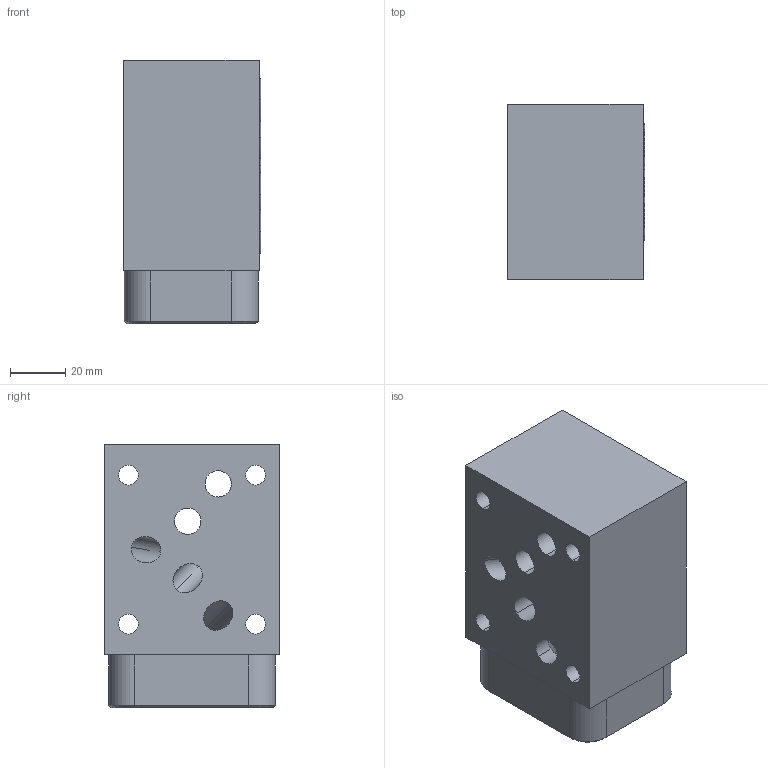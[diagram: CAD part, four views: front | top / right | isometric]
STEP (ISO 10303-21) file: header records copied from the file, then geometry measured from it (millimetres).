
FILE_DESCRIPTION((''),'2;1');
FILE_NAME('DBQ_ASM','2023-10-30T',('ProEService'),(''),'PRO/ENGINEER BY PARAMETRIC TECHNOLOGY CORPORATION, 2014200','PRO/ENGINEER BY PARAMETRIC TECHNOLOGY CORPORATION, 2014200','');
FILE_SCHEMA(('CONFIG_CONTROL_DESIGN'));
Length unit declared in the file: inch
Products named in the file (3): 150-553; 500-001-014; DBQ_ASM
Assembly tree (6 placements, depth 2):
  DBQ_ASM
    150-553
    500-001-014  x5
Bounding box: 49.76 x 63.5 x 95.25 mm (x, y, z)
Volume: 246527.3 mm3; surface area: 42402.3 mm2
Topology: 6 solids, 6 shells, 114 faces, 454 edges, 449 vertices
Faces by surface type: cylinder 48, plane 22, revolution 20, cone 18, sphere 4, torus 2
Entity records: 5411 total; most frequent: CARTESIAN_POINT 2006, DIRECTION 689, ORIENTED_EDGE 526, EDGE_CURVE 263, VECTOR 255, LINE 255, AXIS2_PLACEMENT_3D 215, VERTEX_POINT 174
